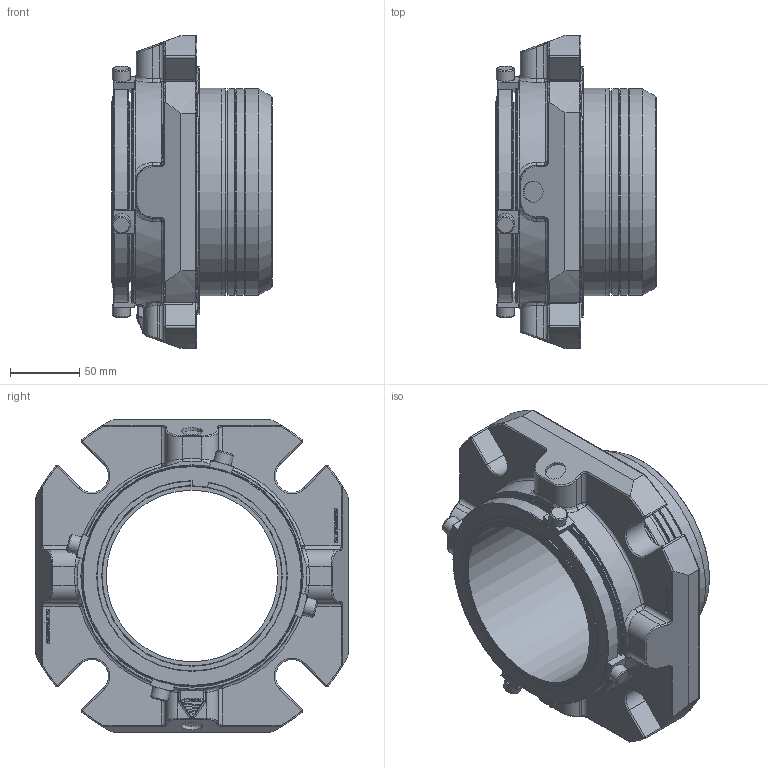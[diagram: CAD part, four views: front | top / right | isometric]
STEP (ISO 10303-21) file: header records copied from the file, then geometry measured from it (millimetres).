
FILE_DESCRIPTION(/* description */ ('Unknown'),/* implementation_level */ '2;1');
FILE_NAME(/* name */ '4.875',/* time_stamp */ '2023-01-31T13:16:37+00:00',/* author */ ('Unknown'),/* organization */ ('Unknown'),/* preprocessor_version */ 'ST-DEVELOPER v16.7',/* originating_system */ 'Solid Edge',/* authorisation */ 'Unknown');
FILE_SCHEMA (('AUTOMOTIVE_DESIGN {1 0 10303 214 3 1 1}'));
Length unit declared in the file: millimetre
Products named in the file (1): 4.875
Bounding box: 115.93 x 225.65 x 225.65 mm (x, y, z)
Volume: 1369142.8 mm3; surface area: 212423 mm2
Topology: 1 solids, 1 shells, 999 faces, 2652 edges, 1643 vertices
Faces by surface type: cylinder 321, plane 276, bspline 231, torus 108, cone 37, sphere 26
Full cylindrical faces by diameter (mm): 2.194 x1, 13 x4, 15.342 x2, 123.825 x1, 128.575 x1, 130.15 x1, 130.988 x1, 145.542 x2, 147.879 x1, 148.844 x2, 149.25 x1, 150.012 x1, 158.75 x1, 160.274 x1, 169.977 x1, 171.45 x1, 175.412 x1, 175.565 x1, 175.92 x1, 176 x1, 176.581 x1, 176.835 x1
Entity records: 35440 total; most frequent: CARTESIAN_POINT 12505, ORIENTED_EDGE 5062, DIRECTION 4322, EDGE_CURVE 2531, AXIS2_PLACEMENT_3D 1625, VERTEX_POINT 1613, EDGE_LOOP 1114, FACE_BOUND 1114
